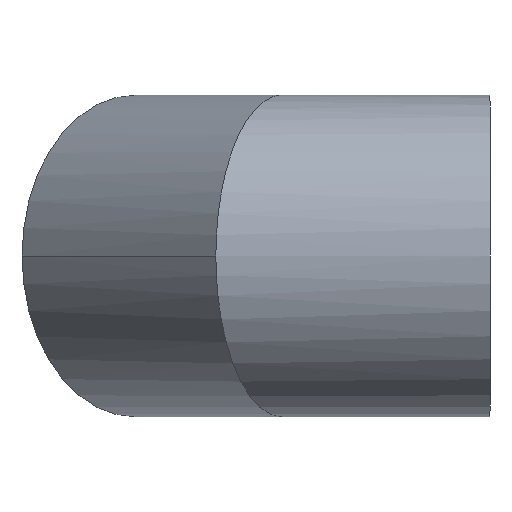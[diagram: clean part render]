
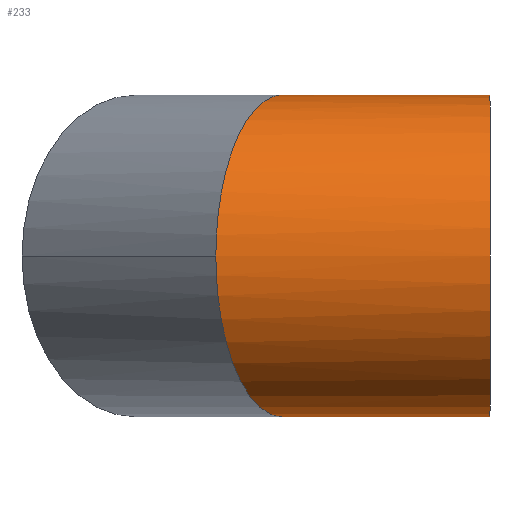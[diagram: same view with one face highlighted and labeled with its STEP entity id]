
A CAD part, left-side view. The second image highlights one B-rep face of the part: STEP entity #233.
In plain terms, the highlighted cylindrical face has radius 157.48 mm (diameter 314.96 mm), a partial arc.
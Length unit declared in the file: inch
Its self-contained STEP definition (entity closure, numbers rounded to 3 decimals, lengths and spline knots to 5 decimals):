
#4 = AXIS2_PLACEMENT_3D ( 'NONE', #241, #235, #255 ) ;
#24 = CARTESIAN_POINT ( 'NONE',  ( 0., 8., -6.2 ) ) ;
#41 = VECTOR ( 'NONE', #318, 39.37008 ) ;
#47 = EDGE_CURVE ( 'NONE', #132, #236, #311, .T. ) ;
#52 = EDGE_LOOP ( 'NONE', ( #197, #225, #386, #247, #250 ) ) ;
#54 = CARTESIAN_POINT ( 'NONE',  ( 0., 25.53625, 0. ) ) ;
#61 = CYLINDRICAL_SURFACE ( 'NONE', #102, 6.2 ) ;
#78 = VERTEX_POINT ( 'NONE', #282 ) ;
#83 = FACE_OUTER_BOUND ( 'NONE', #52, .T. ) ;
#85 = CARTESIAN_POINT ( 'NONE',  ( -6.2, 10.56812, 0. ) ) ;
#87 = CARTESIAN_POINT ( 'NONE',  ( 0., 25.53625, -6.2 ) ) ;
#89 = CARTESIAN_POINT ( 'NONE',  ( -6.2, 10.56812, 0. ) ) ;
#91 = CARTESIAN_POINT ( 'NONE',  ( -6.2, 10.56812, -3.63188 ) ) ;
#99 = DIRECTION ( 'NONE',  ( 0., -1., 0. ) ) ;
#102 = AXIS2_PLACEMENT_3D ( 'NONE', #54, #383, #380 ) ;
#127 =( BOUNDED_CURVE ( )  B_SPLINE_CURVE ( 3, ( #148, #151, #143, #137 ),
 .UNSPECIFIED., .F., .F. ) 
 B_SPLINE_CURVE_WITH_KNOTS ( ( 4, 4 ),
 ( 3.14159, 4.71239 ),
 .UNSPECIFIED. ) 
 CURVE ( )  GEOMETRIC_REPRESENTATION_ITEM ( )  RATIONAL_B_SPLINE_CURVE ( ( 1., 0.805, 0.805, 1. ) ) 
 REPRESENTATION_ITEM ( '' )  );
#129 = EDGE_CURVE ( 'NONE', #224, #180, #343, .T. ) ;
#132 = VERTEX_POINT ( 'NONE', #177 ) ;
#137 = CARTESIAN_POINT ( 'NONE',  ( 0., 8., 6.2 ) ) ;
#140 = EDGE_CURVE ( 'NONE', #180, #78, #127, .T. ) ;
#143 = CARTESIAN_POINT ( 'NONE',  ( -3.63188, 9.50437, 6.2 ) ) ;
#148 = CARTESIAN_POINT ( 'NONE',  ( -6.2, 10.56812, 0. ) ) ;
#151 = CARTESIAN_POINT ( 'NONE',  ( -6.2, 10.56812, 3.63188 ) ) ;
#177 = CARTESIAN_POINT ( 'NONE',  ( 0., 0., -6.2 ) ) ;
#180 = VERTEX_POINT ( 'NONE', #85 ) ;
#183 = CARTESIAN_POINT ( 'NONE',  ( -3.63188, 9.50437, -6.2 ) ) ;
#184 = EDGE_CURVE ( 'NONE', #224, #132, #280, .T. ) ;
#197 = ORIENTED_EDGE ( 'NONE', *, *, #365, .F. ) ;
#200 = CARTESIAN_POINT ( 'NONE',  ( 0., 8., -6.2 ) ) ;
#202 = VECTOR ( 'NONE', #99, 39.37008 ) ;
#224 = VERTEX_POINT ( 'NONE', #24 ) ;
#225 = ORIENTED_EDGE ( 'NONE', *, *, #140, .F. ) ;
#232 = CARTESIAN_POINT ( 'NONE',  ( 0., 25.53625, 6.2 ) ) ;
#233 = ADVANCED_FACE ( 'NONE', ( #83 ), #61, .T. ) ;
#235 = DIRECTION ( 'NONE',  ( 0., 1., 0. ) ) ;
#236 = VERTEX_POINT ( 'NONE', #355 ) ;
#241 = CARTESIAN_POINT ( 'NONE',  ( 0., 0., 0. ) ) ;
#247 = ORIENTED_EDGE ( 'NONE', *, *, #184, .T. ) ;
#250 = ORIENTED_EDGE ( 'NONE', *, *, #47, .T. ) ;
#255 = DIRECTION ( 'NONE',  ( 0., 0., 1. ) ) ;
#280 = LINE ( 'NONE', #87, #202 ) ;
#282 = CARTESIAN_POINT ( 'NONE',  ( 0., 8., 6.2 ) ) ;
#288 = LINE ( 'NONE', #232, #41 ) ;
#311 = CIRCLE ( 'NONE', #4, 6.2 ) ;
#318 = DIRECTION ( 'NONE',  ( 0., -1., 0. ) ) ;
#343 =( BOUNDED_CURVE ( )  B_SPLINE_CURVE ( 3, ( #200, #183, #91, #89 ),
 .UNSPECIFIED., .F., .F. ) 
 B_SPLINE_CURVE_WITH_KNOTS ( ( 4, 4 ),
 ( 1.5708, 3.14159 ),
 .UNSPECIFIED. ) 
 CURVE ( )  GEOMETRIC_REPRESENTATION_ITEM ( )  RATIONAL_B_SPLINE_CURVE ( ( 1., 0.805, 0.805, 1. ) ) 
 REPRESENTATION_ITEM ( '' )  );
#355 = CARTESIAN_POINT ( 'NONE',  ( 0., 0., 6.2 ) ) ;
#365 = EDGE_CURVE ( 'NONE', #78, #236, #288, .T. ) ;
#380 = DIRECTION ( 'NONE',  ( 0., 0., -1. ) ) ;
#383 = DIRECTION ( 'NONE',  ( 0., -1., 0. ) ) ;
#386 = ORIENTED_EDGE ( 'NONE', *, *, #129, .F. ) ;
